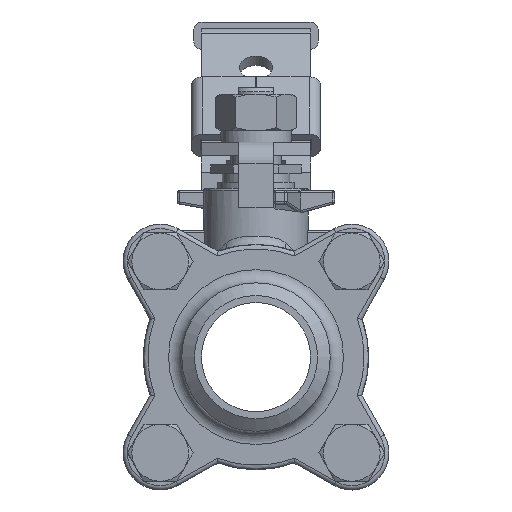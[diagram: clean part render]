
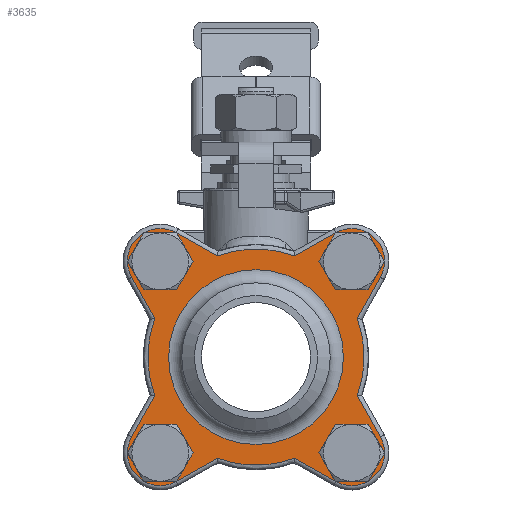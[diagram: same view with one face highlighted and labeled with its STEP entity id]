
A CAD part, left-side view. The second image highlights one B-rep face of the part: STEP entity #3635.
In plain terms, the highlighted face is planar.
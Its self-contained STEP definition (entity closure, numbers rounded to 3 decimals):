
#3635=ADVANCED_FACE('',(#7178,#7179,#7180,#7181,#7182,#7183),#7184,.T.);
#7178=FACE_OUTER_BOUND('',#13162,.T.);
#7179=FACE_BOUND('',#13163,.T.);
#7180=FACE_BOUND('',#13164,.T.);
#7181=FACE_BOUND('',#13165,.T.);
#7182=FACE_BOUND('',#13166,.T.);
#7183=FACE_BOUND('',#13167,.T.);
#7184=PLANE('',#13168);
#13162=EDGE_LOOP('',(#22479,#22480,#22481,#22482,#22483,#22484,#22485,#22486,#22487,#22488,#22489,#22490,#22491,#22492,#22493,#22494));
#13163=EDGE_LOOP('',(#22495));
#13164=EDGE_LOOP('',(#22496));
#13165=EDGE_LOOP('',(#22497));
#13166=EDGE_LOOP('',(#22498));
#13167=EDGE_LOOP('',(#22499));
#13168=AXIS2_PLACEMENT_3D('',#22500,#22501,#22502);
#22479=ORIENTED_EDGE('',*,*,#27473,.F.);
#22480=ORIENTED_EDGE('',*,*,#27496,.F.);
#22481=ORIENTED_EDGE('',*,*,#27497,.F.);
#22482=ORIENTED_EDGE('',*,*,#27498,.F.);
#22483=ORIENTED_EDGE('',*,*,#27499,.F.);
#22484=ORIENTED_EDGE('',*,*,#27500,.F.);
#22485=ORIENTED_EDGE('',*,*,#27501,.F.);
#22486=ORIENTED_EDGE('',*,*,#27416,.F.);
#22487=ORIENTED_EDGE('',*,*,#27481,.F.);
#22488=ORIENTED_EDGE('',*,*,#27502,.F.);
#22489=ORIENTED_EDGE('',*,*,#27491,.F.);
#22490=ORIENTED_EDGE('',*,*,#27396,.F.);
#22491=ORIENTED_EDGE('',*,*,#27435,.F.);
#22492=ORIENTED_EDGE('',*,*,#27503,.F.);
#22493=ORIENTED_EDGE('',*,*,#27504,.F.);
#22494=ORIENTED_EDGE('',*,*,#27477,.F.);
#22495=ORIENTED_EDGE('',*,*,#27505,.T.);
#22496=ORIENTED_EDGE('',*,*,#27506,.T.);
#22497=ORIENTED_EDGE('',*,*,#27507,.T.);
#22498=ORIENTED_EDGE('',*,*,#27508,.T.);
#22499=ORIENTED_EDGE('',*,*,#27421,.F.);
#22500=CARTESIAN_POINT('',(0.0,0.0,9.0));
#22501=DIRECTION('',(0.0,0.0,1.0));
#22502=DIRECTION('',(1.0,0.0,0.0));
#27396=EDGE_CURVE('',#33015,#33010,#33017,.T.);
#27416=EDGE_CURVE('',#33051,#33053,#33054,.T.);
#27421=EDGE_CURVE('',#33061,#33061,#33062,.T.);
#27435=EDGE_CURVE('',#33081,#33015,#33083,.T.);
#27473=EDGE_CURVE('',#33135,#33131,#33137,.T.);
#27477=EDGE_CURVE('',#33131,#33139,#33143,.T.);
#27481=EDGE_CURVE('',#33146,#33051,#33148,.T.);
#27491=EDGE_CURVE('',#33010,#33159,#33160,.T.);
#27496=EDGE_CURVE('',#33166,#33135,#33167,.T.);
#27497=EDGE_CURVE('',#33168,#33166,#33169,.T.);
#27498=EDGE_CURVE('',#33170,#33168,#33171,.T.);
#27499=EDGE_CURVE('',#33172,#33170,#33173,.T.);
#27500=EDGE_CURVE('',#33174,#33172,#33175,.T.);
#27501=EDGE_CURVE('',#33053,#33174,#33176,.T.);
#27502=EDGE_CURVE('',#33159,#33146,#33177,.T.);
#27503=EDGE_CURVE('',#33178,#33081,#33179,.T.);
#27504=EDGE_CURVE('',#33139,#33178,#33180,.T.);
#27505=EDGE_CURVE('',#33181,#33181,#33182,.T.);
#27506=EDGE_CURVE('',#33183,#33183,#33184,.T.);
#27507=EDGE_CURVE('',#33185,#33185,#33186,.T.);
#27508=EDGE_CURVE('',#33187,#33187,#33188,.T.);
#33010=VERTEX_POINT('',#43350);
#33015=VERTEX_POINT('',#43355);
#33017=CIRCLE('',#43357,7.5);
#33051=VERTEX_POINT('',#43449);
#33053=VERTEX_POINT('',#43451);
#33054=CIRCLE('',#43452,7.5);
#33061=VERTEX_POINT('',#43459);
#33062=CIRCLE('',#43460,20.0);
#33081=VERTEX_POINT('',#43497);
#33083=LINE('',#43512,#43513);
#33131=VERTEX_POINT('',#43586);
#33135=VERTEX_POINT('',#43591);
#33137=LINE('',#43606,#43607);
#33139=VERTEX_POINT('',#43609);
#33143=CIRCLE('',#43613,7.5);
#33146=VERTEX_POINT('',#43617);
#33148=LINE('',#43632,#43633);
#33159=VERTEX_POINT('',#43646);
#33160=LINE('',#43647,#43648);
#33166=VERTEX_POINT('',#43667);
#33167=CIRCLE('',#43668,24.75);
#33168=VERTEX_POINT('',#43669);
#33169=LINE('',#43670,#43671);
#33170=VERTEX_POINT('',#43672);
#33171=CIRCLE('',#43673,7.5);
#33172=VERTEX_POINT('',#43674);
#33173=LINE('',#43675,#43676);
#33174=VERTEX_POINT('',#43677);
#33175=CIRCLE('',#43678,24.75);
#33176=LINE('',#43679,#43680);
#33177=CIRCLE('',#43681,24.75);
#33178=VERTEX_POINT('',#43682);
#33179=CIRCLE('',#43683,24.75);
#33180=LINE('',#43684,#43685);
#33181=VERTEX_POINT('',#43686);
#33182=CIRCLE('',#43687,4.25);
#33183=VERTEX_POINT('',#43688);
#33184=CIRCLE('',#43689,4.25);
#33185=VERTEX_POINT('',#43690);
#33186=CIRCLE('',#43691,4.25);
#33187=VERTEX_POINT('',#43692);
#33188=CIRCLE('',#43693,4.25);
#43350=CARTESIAN_POINT('',(7.22,33.03,9.0));
#43355=CARTESIAN_POINT('',(-7.22,33.03,9.0));
#43357=AXIS2_PLACEMENT_3D('',#47634,#47635,#47636);
#43449=CARTESIAN_POINT('',(33.03,7.22,9.0));
#43451=CARTESIAN_POINT('',(33.03,-7.22,9.0));
#43452=AXIS2_PLACEMENT_3D('',#47658,#47659,#47660);
#43459=CARTESIAN_POINT('',(14.142,14.142,9.0));
#43460=AXIS2_PLACEMENT_3D('',#47670,#47671,#47672);
#43497=CARTESIAN_POINT('',(-10.162,22.568,9.0));
#43512=CARTESIAN_POINT('',(-11.964,16.162,9.0));
#43513=VECTOR('',#47687,1.0);
#43586=CARTESIAN_POINT('',(-33.03,-7.22,9.0));
#43591=CARTESIAN_POINT('',(-22.568,-10.162,9.0));
#43606=CARTESIAN_POINT('',(-16.162,-11.964,9.0));
#43607=VECTOR('',#47740,1.0);
#43609=CARTESIAN_POINT('',(-33.03,7.22,9.0));
#43613=AXIS2_PLACEMENT_3D('',#47747,#47748,#47749);
#43617=CARTESIAN_POINT('',(22.568,10.162,9.0));
#43632=CARTESIAN_POINT('',(16.162,11.964,9.0));
#43633=VECTOR('',#47751,1.0);
#43646=CARTESIAN_POINT('',(10.162,22.568,9.0));
#43647=CARTESIAN_POINT('',(11.964,16.162,9.0));
#43648=VECTOR('',#47763,1.0);
#43667=CARTESIAN_POINT('',(-10.162,-22.568,9.0));
#43668=AXIS2_PLACEMENT_3D('',#47767,#47768,#47769);
#43669=CARTESIAN_POINT('',(-7.22,-33.03,9.0));
#43670=CARTESIAN_POINT('',(-11.964,-16.162,9.0));
#43671=VECTOR('',#47770,1.0);
#43672=CARTESIAN_POINT('',(7.22,-33.03,9.0));
#43673=AXIS2_PLACEMENT_3D('',#47771,#47772,#47773);
#43674=CARTESIAN_POINT('',(10.162,-22.568,9.0));
#43675=CARTESIAN_POINT('',(11.964,-16.162,9.0));
#43676=VECTOR('',#47774,1.0);
#43677=CARTESIAN_POINT('',(22.568,-10.162,9.0));
#43678=AXIS2_PLACEMENT_3D('',#47775,#47776,#47777);
#43679=CARTESIAN_POINT('',(16.162,-11.964,9.0));
#43680=VECTOR('',#47778,1.0);
#43681=AXIS2_PLACEMENT_3D('',#47779,#47780,#47781);
#43682=CARTESIAN_POINT('',(-22.568,10.162,9.0));
#43683=AXIS2_PLACEMENT_3D('',#47782,#47783,#47784);
#43684=CARTESIAN_POINT('',(-16.162,11.964,9.0));
#43685=VECTOR('',#47785,1.0);
#43686=CARTESIAN_POINT('',(26.75,0.,9.0));
#43687=AXIS2_PLACEMENT_3D('',#47786,#47787,#47788);
#43688=CARTESIAN_POINT('',(-4.25,-31.0,9.0));
#43689=AXIS2_PLACEMENT_3D('',#47789,#47790,#47791);
#43690=CARTESIAN_POINT('',(-35.25,0.,9.0));
#43691=AXIS2_PLACEMENT_3D('',#47792,#47793,#47794);
#43692=CARTESIAN_POINT('',(-4.25,31.0,9.0));
#43693=AXIS2_PLACEMENT_3D('',#47795,#47796,#47797);
#47634=CARTESIAN_POINT('',(0.,31.0,9.0));
#47635=DIRECTION('',(0.0,0.0,-1.0));
#47636=DIRECTION('',(0.,1.0,0.0));
#47658=CARTESIAN_POINT('',(31.0,0.,9.0));
#47659=DIRECTION('',(0.0,0.0,-1.0));
#47660=DIRECTION('',(1.0,0.,0.0));
#47670=CARTESIAN_POINT('',(0.,0.,9.0));
#47671=DIRECTION('',(0.0,0.0,1.0));
#47672=DIRECTION('',(-0.707,-0.707,0.0));
#47687=DIRECTION('',(0.271,0.963,0.0));
#47740=DIRECTION('',(-0.963,0.271,0.0));
#47747=CARTESIAN_POINT('',(-31.0,0.,9.0));
#47748=DIRECTION('',(0.0,0.0,-1.0));
#47749=DIRECTION('',(-1.0,0.,0.0));
#47751=DIRECTION('',(0.963,-0.271,0.0));
#47763=DIRECTION('',(0.271,-0.963,0.0));
#47767=CARTESIAN_POINT('',(0.0,0.0,9.0));
#47768=DIRECTION('',(-0.0,0.0,-1.0));
#47769=DIRECTION('',(-0.707,-0.707,0.0));
#47770=DIRECTION('',(-0.271,0.963,0.0));
#47771=CARTESIAN_POINT('',(0.,-31.0,9.0));
#47772=DIRECTION('',(0.0,0.0,-1.0));
#47773=DIRECTION('',(0.,-1.0,0.0));
#47774=DIRECTION('',(-0.271,-0.963,0.0));
#47775=CARTESIAN_POINT('',(0.0,0.0,9.0));
#47776=DIRECTION('',(0.0,0.0,-1.0));
#47777=DIRECTION('',(0.707,-0.707,0.0));
#47778=DIRECTION('',(-0.963,-0.271,0.0));
#47779=CARTESIAN_POINT('',(0.0,0.0,9.0));
#47780=DIRECTION('',(0.0,0.0,-1.0));
#47781=DIRECTION('',(0.707,0.707,0.0));
#47782=CARTESIAN_POINT('',(0.0,0.0,9.0));
#47783=DIRECTION('',(0.0,0.0,-1.0));
#47784=DIRECTION('',(-0.707,0.707,0.0));
#47785=DIRECTION('',(0.963,0.271,0.0));
#47786=CARTESIAN_POINT('',(31.0,0.,9.0));
#47787=DIRECTION('',(0.,0.,-1.0));
#47788=DIRECTION('',(1.0,0.,0.));
#47789=CARTESIAN_POINT('',(0.,-31.0,9.0));
#47790=DIRECTION('',(0.,0.,-1.0));
#47791=DIRECTION('',(1.0,0.,0.));
#47792=CARTESIAN_POINT('',(-31.0,0.,9.0));
#47793=DIRECTION('',(0.,0.,-1.0));
#47794=DIRECTION('',(1.0,0.,0.));
#47795=CARTESIAN_POINT('',(0.,31.0,9.0));
#47796=DIRECTION('',(0.,0.,-1.0));
#47797=DIRECTION('',(1.0,0.,0.));
